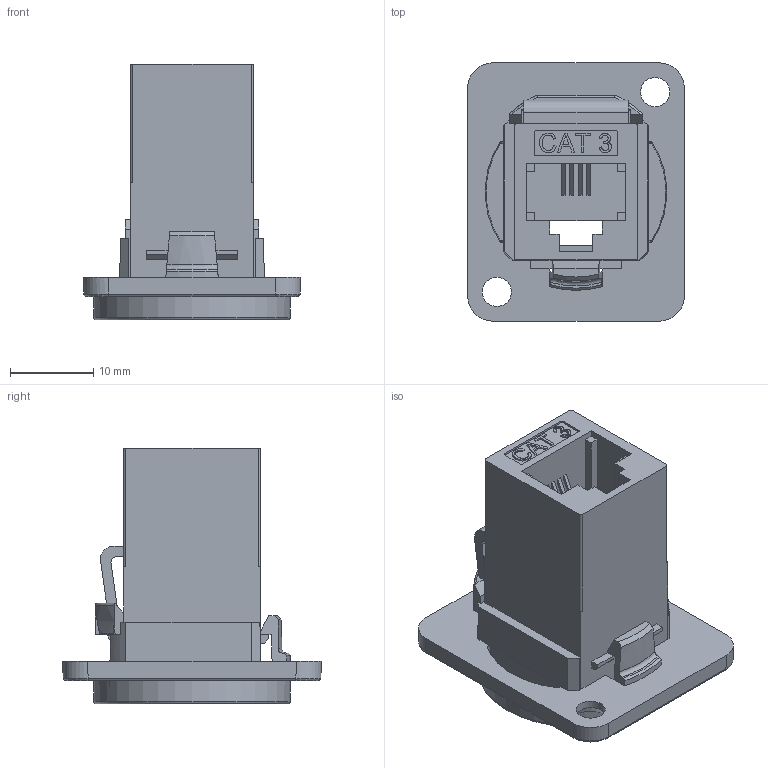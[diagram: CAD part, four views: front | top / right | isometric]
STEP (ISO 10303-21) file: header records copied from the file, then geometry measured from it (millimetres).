
FILE_DESCRIPTION(/* description */ (''),/* implementation_level */ '2;1');
FILE_NAME(/* name */ 'CP30223 6P4C csk hole.stp',/* time_stamp */ '2023-09-19T10:32:14+01:00',/* author */ ('tottley'),/* organization */ (''),/* preprocessor_version */ 'ST-DEVELOPER v18.1',/* originating_system */ 'Autodesk Inventor 2022',/* authorisation */ '');
FILE_SCHEMA (('AUTOMOTIVE_DESIGN { 1 0 10303 214 3 1 1 }'));
Length unit declared in the file: millimetre
Products named in the file (1): CP30223 6P4C csk hole
Bounding box: 26 x 31 x 30.7 mm (x, y, z)
Volume: 6878.8 mm3; surface area: 6621 mm2
Topology: 1 solids, 3 shells, 508 faces, 1431 edges, 944 vertices
Faces by surface type: plane 341, bspline 105, cylinder 42, cone 12, torus 8
Full cylindrical faces by diameter (mm): 3.5 x2
Entity records: 18041 total; most frequent: CARTESIAN_POINT 4934, ORIENTED_EDGE 2862, DIRECTION 2147, EDGE_CURVE 1431, LINE 1059, VECTOR 1059, VERTEX_POINT 944, EDGE_LOOP 555
